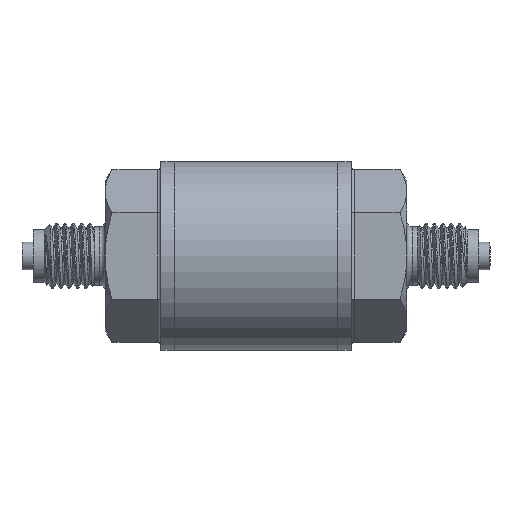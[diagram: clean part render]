
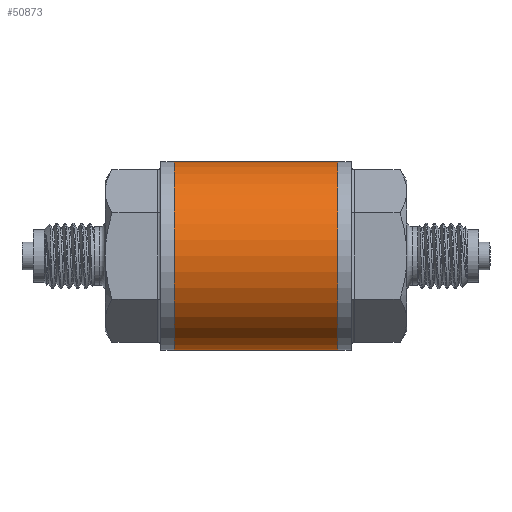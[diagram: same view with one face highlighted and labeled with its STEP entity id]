
A CAD part, front view. The second image highlights one B-rep face of the part: STEP entity #50873.
In plain terms, the highlighted cylindrical face has radius 17 mm (diameter 34 mm), a full revolution.
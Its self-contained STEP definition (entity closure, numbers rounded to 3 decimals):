
#210=FACE_BOUND('',#6290,.T.);
#3493=FACE_OUTER_BOUND('',#6289,.T.);
#6289=EDGE_LOOP('',(#35669,#35670,#35671,#35672));
#6290=EDGE_LOOP('',(#35673,#35674));
#8777=CIRCLE('',#53602,17.);
#8778=CIRCLE('',#53603,17.);
#10134=B_SPLINE_CURVE_WITH_KNOTS('',3,(#83761,#83762,#83763,#83764,#83765,
#83766,#83767,#83768,#83769,#83770,#83771,#83772,#83773,#83774,#83775,#83776,
#83777,#83778,#83779,#83780),.UNSPECIFIED.,.F.,.F.,(4,2,2,2,2,2,2,2,2,4),
(-5.022,-4.957,-4.66,-4.362,
-4.065,-3.767,-3.47,-2.9,
-2.615,-2.33),.UNSPECIFIED.);
#10135=B_SPLINE_CURVE_WITH_KNOTS('',3,(#83781,#83782,#83783,#83784,#83785,
#83786,#83787,#83788,#83789,#83790,#83791,#83792,#83793,#83794,#83795,#83796,
#83797,#83798,#83799,#83800,#83801,#83802,#83803,#83804,#83805,#83806,#83807,
#83808,#83809,#83810,#83811,#83812,#83813,#83814,#83815,#83816,#83817,#83818,
#83819,#83820,#83821,#83822,#83823),.UNSPECIFIED.,.F.,.F.,(4,2,2,2,2,2,
2,3,2,2,2,2,2,2,2,2,2,2,2,2,4),(-2.33,-2.045,-1.76,
-1.19,-0.893,-0.595,-0.298,
0.,0.298,0.595,0.893,1.19,
1.76,2.045,2.33,2.615,2.9,
3.47,3.767,4.065,4.297),
 .UNSPECIFIED.);
#11775=LINE('',#83839,#16126);
#16126=VECTOR('',#58382,17.);
#20807=VERTEX_POINT('',#83759);
#20808=VERTEX_POINT('',#83760);
#20811=VERTEX_POINT('',#83836);
#20812=VERTEX_POINT('',#83838);
#26542=EDGE_CURVE('',#20807,#20808,#10134,.T.);
#26543=EDGE_CURVE('',#20808,#20807,#10135,.T.);
#26548=EDGE_CURVE('',#20811,#20811,#8777,.T.);
#26549=EDGE_CURVE('',#20811,#20812,#11775,.T.);
#26550=EDGE_CURVE('',#20812,#20812,#8778,.T.);
#35669=ORIENTED_EDGE('',*,*,#26548,.F.);
#35670=ORIENTED_EDGE('',*,*,#26549,.T.);
#35671=ORIENTED_EDGE('',*,*,#26550,.F.);
#35672=ORIENTED_EDGE('',*,*,#26549,.F.);
#35673=ORIENTED_EDGE('',*,*,#26542,.T.);
#35674=ORIENTED_EDGE('',*,*,#26543,.T.);
#49739=CYLINDRICAL_SURFACE('',#53601,17.);
#50873=ADVANCED_FACE('',(#3493,#210),#49739,.T.);
#53601=AXIS2_PLACEMENT_3D('',#83835,#58378,#58379);
#53602=AXIS2_PLACEMENT_3D('',#83837,#58380,#58381);
#53603=AXIS2_PLACEMENT_3D('',#83840,#58383,#58384);
#58378=DIRECTION('center_axis',(1.,0.,0.));
#58379=DIRECTION('ref_axis',(0.,0.,-1.));
#58380=DIRECTION('center_axis',(1.,0.,0.));
#58381=DIRECTION('ref_axis',(0.,0.,-1.));
#58382=DIRECTION('',(-1.,0.,0.));
#58383=DIRECTION('center_axis',(-1.,0.,0.));
#58384=DIRECTION('ref_axis',(0.,0.,-1.));
#83759=CARTESIAN_POINT('',(3.5,9.909,13.813));
#83760=CARTESIAN_POINT('',(-14.25,17.,0.));
#83761=CARTESIAN_POINT('Ctrl Pts',(3.5,9.909,13.813));
#83762=CARTESIAN_POINT('Ctrl Pts',(3.3,9.838,13.864));
#83763=CARTESIAN_POINT('Ctrl Pts',(3.099,9.772,13.911));
#83764=CARTESIAN_POINT('Ctrl Pts',(1.961,9.433,14.147));
#83765=CARTESIAN_POINT('Ctrl Pts',(0.992,9.27,14.25));
#83766=CARTESIAN_POINT('Ctrl Pts',(-0.992,9.27,
14.25));
#83767=CARTESIAN_POINT('Ctrl Pts',(-1.961,9.433,14.147));
#83768=CARTESIAN_POINT('Ctrl Pts',(-3.829,9.99,13.759));
#83769=CARTESIAN_POINT('Ctrl Pts',(-4.729,10.381,13.475));
#83770=CARTESIAN_POINT('Ctrl Pts',(-6.439,11.264,12.746));
#83771=CARTESIAN_POINT('Ctrl Pts',(-7.251,11.755,12.301));
#83772=CARTESIAN_POINT('Ctrl Pts',(-8.759,12.741,11.277));
#83773=CARTESIAN_POINT('Ctrl Pts',(-9.454,13.234,10.698));
#83774=CARTESIAN_POINT('Ctrl Pts',(-11.268,14.569,8.885));
#83775=CARTESIAN_POINT('Ctrl Pts',(-12.355,15.44,7.35));
#83776=CARTESIAN_POINT('Ctrl Pts',(-13.475,16.354,4.732));
#83777=CARTESIAN_POINT('Ctrl Pts',(-13.766,16.596,3.807));
#83778=CARTESIAN_POINT('Ctrl Pts',(-14.154,16.919,1.916));
#83779=CARTESIAN_POINT('Ctrl Pts',(-14.25,17.,0.95));
#83780=CARTESIAN_POINT('Ctrl Pts',(-14.25,17.,0.));
#83781=CARTESIAN_POINT('Ctrl Pts',(-14.25,17.,0.));
#83782=CARTESIAN_POINT('Ctrl Pts',(-14.25,17.,-0.95));
#83783=CARTESIAN_POINT('Ctrl Pts',(-14.154,16.919,-1.916));
#83784=CARTESIAN_POINT('Ctrl Pts',(-13.766,16.596,-3.807));
#83785=CARTESIAN_POINT('Ctrl Pts',(-13.475,16.354,-4.732));
#83786=CARTESIAN_POINT('Ctrl Pts',(-12.355,15.44,-7.35));
#83787=CARTESIAN_POINT('Ctrl Pts',(-11.268,14.569,-8.885));
#83788=CARTESIAN_POINT('Ctrl Pts',(-9.454,13.234,-10.698));
#83789=CARTESIAN_POINT('Ctrl Pts',(-8.759,12.741,-11.277));
#83790=CARTESIAN_POINT('Ctrl Pts',(-7.251,11.755,-12.301));
#83791=CARTESIAN_POINT('Ctrl Pts',(-6.439,11.264,-12.746));
#83792=CARTESIAN_POINT('Ctrl Pts',(-4.729,10.381,-13.475));
#83793=CARTESIAN_POINT('Ctrl Pts',(-3.829,9.99,-13.759));
#83794=CARTESIAN_POINT('Ctrl Pts',(-1.961,9.433,-14.147));
#83795=CARTESIAN_POINT('Ctrl Pts',(-0.992,9.27,
-14.25));
#83796=CARTESIAN_POINT('Ctrl Pts',(0.,9.27,-14.25));
#83797=CARTESIAN_POINT('Ctrl Pts',(0.992,9.27,-14.25));
#83798=CARTESIAN_POINT('Ctrl Pts',(1.961,9.433,-14.147));
#83799=CARTESIAN_POINT('Ctrl Pts',(3.829,9.99,-13.759));
#83800=CARTESIAN_POINT('Ctrl Pts',(4.729,10.381,-13.475));
#83801=CARTESIAN_POINT('Ctrl Pts',(6.439,11.264,-12.746));
#83802=CARTESIAN_POINT('Ctrl Pts',(7.251,11.755,-12.301));
#83803=CARTESIAN_POINT('Ctrl Pts',(8.759,12.741,-11.277));
#83804=CARTESIAN_POINT('Ctrl Pts',(9.454,13.234,-10.698));
#83805=CARTESIAN_POINT('Ctrl Pts',(11.268,14.569,-8.885));
#83806=CARTESIAN_POINT('Ctrl Pts',(12.355,15.44,-7.35));
#83807=CARTESIAN_POINT('Ctrl Pts',(13.475,16.354,-4.732));
#83808=CARTESIAN_POINT('Ctrl Pts',(13.766,16.596,-3.807));
#83809=CARTESIAN_POINT('Ctrl Pts',(14.154,16.919,-1.916));
#83810=CARTESIAN_POINT('Ctrl Pts',(14.25,17.,-0.95));
#83811=CARTESIAN_POINT('Ctrl Pts',(14.25,17.,0.95));
#83812=CARTESIAN_POINT('Ctrl Pts',(14.154,16.919,1.916));
#83813=CARTESIAN_POINT('Ctrl Pts',(13.766,16.596,3.807));
#83814=CARTESIAN_POINT('Ctrl Pts',(13.475,16.354,4.732));
#83815=CARTESIAN_POINT('Ctrl Pts',(12.355,15.44,7.35));
#83816=CARTESIAN_POINT('Ctrl Pts',(11.268,14.569,8.885));
#83817=CARTESIAN_POINT('Ctrl Pts',(9.454,13.234,10.698));
#83818=CARTESIAN_POINT('Ctrl Pts',(8.759,12.741,11.277));
#83819=CARTESIAN_POINT('Ctrl Pts',(7.251,11.755,12.301));
#83820=CARTESIAN_POINT('Ctrl Pts',(6.439,11.264,12.746));
#83821=CARTESIAN_POINT('Ctrl Pts',(4.915,10.477,13.395));
#83822=CARTESIAN_POINT('Ctrl Pts',(4.219,10.163,13.631));
#83823=CARTESIAN_POINT('Ctrl Pts',(3.5,9.909,13.813));
#83835=CARTESIAN_POINT('Origin',(0.,0.,0.));
#83836=CARTESIAN_POINT('',(14.7,0.,17.));
#83837=CARTESIAN_POINT('Origin',(14.7,0.,0.));
#83838=CARTESIAN_POINT('',(-14.7,0.,17.));
#83839=CARTESIAN_POINT('',(0.,0.,17.));
#83840=CARTESIAN_POINT('Origin',(-14.7,0.,0.));
